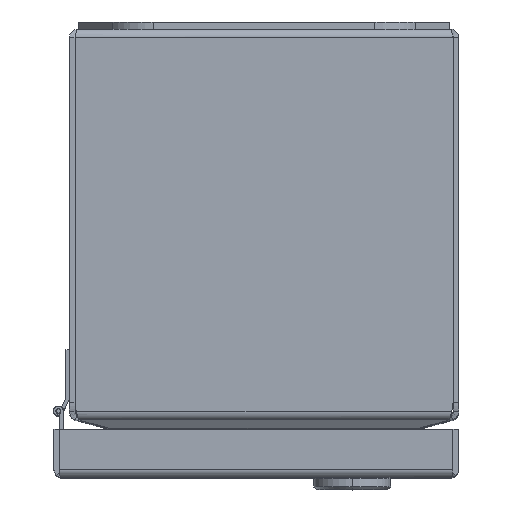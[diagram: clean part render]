
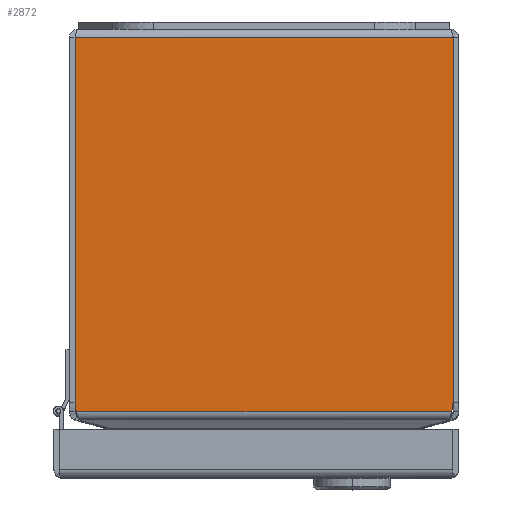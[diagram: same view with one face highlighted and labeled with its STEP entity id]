
A CAD part, top view. The second image highlights one B-rep face of the part: STEP entity #2872.
In plain terms, the highlighted planar face has unit normal (0, 0, 1).
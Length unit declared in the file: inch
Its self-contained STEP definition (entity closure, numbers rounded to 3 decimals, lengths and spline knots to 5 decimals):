
#202 = EDGE_LOOP ( 'NONE', ( #12770, #5551, #8512, #9451, #7197, #14718 ) ) ;
#904 = EDGE_CURVE ( 'NONE', #5875, #11394, #11019, .T. ) ;
#1791 = CARTESIAN_POINT ( 'NONE',  ( 1.92653, -3.93401, 2. ) ) ;
#1923 = VERTEX_POINT ( 'NONE', #5200 ) ;
#2057 = DIRECTION ( 'NONE',  ( 0., 1., 0. ) ) ;
#2717 = DIRECTION ( 'NONE',  ( 0., 0., -1. ) ) ;
#2782 = CIRCLE ( 'NONE', #14434, 0.281 ) ;
#2872 = ADVANCED_FACE ( 'NONE', ( #5704 ), #11832, .F. ) ;
#3217 = DIRECTION ( 'NONE',  ( 0., 0., -1. ) ) ;
#3260 = CARTESIAN_POINT ( 'NONE',  ( 1.66189, -3.83953, 2. ) ) ;
#3338 = DIRECTION ( 'NONE',  ( 0., -1., 0. ) ) ;
#3694 = VERTEX_POINT ( 'NONE', #9038 ) ;
#3746 = CARTESIAN_POINT ( 'NONE',  ( -1.94289, -0.086, 2. ) ) ;
#4756 = CARTESIAN_POINT ( 'NONE',  ( 13.527, -3.93401, 2. ) ) ;
#4946 = CARTESIAN_POINT ( 'NONE',  ( -1.94289, -0.086, 2. ) ) ;
#5053 = DIRECTION ( 'NONE',  ( 0., -1., 0. ) ) ;
#5200 = CARTESIAN_POINT ( 'NONE',  ( -1.92653, -3.93401, 2. ) ) ;
#5342 = AXIS2_PLACEMENT_3D ( 'NONE', #3260, #11400, #12799 ) ;
#5551 = ORIENTED_EDGE ( 'NONE', *, *, #6748, .F. ) ;
#5704 = FACE_OUTER_BOUND ( 'NONE', #202, .T. ) ;
#5875 = VERTEX_POINT ( 'NONE', #4946 ) ;
#6199 = CARTESIAN_POINT ( 'NONE',  ( -1.66189, -3.83953, 2. ) ) ;
#6748 = EDGE_CURVE ( 'NONE', #3694, #12227, #7847, .T. ) ;
#6760 = EDGE_CURVE ( 'NONE', #12227, #13967, #12046, .T. ) ;
#6946 = CARTESIAN_POINT ( 'NONE',  ( 13.527, 0., 2. ) ) ;
#7197 = ORIENTED_EDGE ( 'NONE', *, *, #7780, .F. ) ;
#7637 = CARTESIAN_POINT ( 'NONE',  ( -1.914, -0.086, 2. ) ) ;
#7680 = DIRECTION ( 'NONE',  ( 0., 1., 0. ) ) ;
#7780 = EDGE_CURVE ( 'NONE', #1923, #11394, #2782, .T. ) ;
#7847 = LINE ( 'NONE', #10315, #10812 ) ;
#8179 = CARTESIAN_POINT ( 'NONE',  ( 1.94289, -3.83953, 2. ) ) ;
#8408 = DIRECTION ( 'NONE',  ( -1., 0., 0. ) ) ;
#8464 = VECTOR ( 'NONE', #8408, 39.37008 ) ;
#8512 = ORIENTED_EDGE ( 'NONE', *, *, #13525, .F. ) ;
#8536 = AXIS2_PLACEMENT_3D ( 'NONE', #6946, #3217, #2057 ) ;
#9022 = LINE ( 'NONE', #7637, #9410 ) ;
#9038 = CARTESIAN_POINT ( 'NONE',  ( 1.94289, -0.086, 2. ) ) ;
#9272 = VECTOR ( 'NONE', #5053, 39.37008 ) ;
#9410 = VECTOR ( 'NONE', #12510, 39.37008 ) ;
#9451 = ORIENTED_EDGE ( 'NONE', *, *, #904, .T. ) ;
#10315 = CARTESIAN_POINT ( 'NONE',  ( 1.94289, -0.086, 2. ) ) ;
#10812 = VECTOR ( 'NONE', #3338, 39.37008 ) ;
#11019 = LINE ( 'NONE', #3746, #9272 ) ;
#11254 = EDGE_CURVE ( 'NONE', #13967, #1923, #14069, .T. ) ;
#11394 = VERTEX_POINT ( 'NONE', #14148 ) ;
#11400 = DIRECTION ( 'NONE',  ( 0., 0., -1. ) ) ;
#11832 = PLANE ( 'NONE',  #8536 ) ;
#12046 = CIRCLE ( 'NONE', #5342, 0.281 ) ;
#12227 = VERTEX_POINT ( 'NONE', #8179 ) ;
#12510 = DIRECTION ( 'NONE',  ( 1., 0., 0. ) ) ;
#12770 = ORIENTED_EDGE ( 'NONE', *, *, #6760, .F. ) ;
#12799 = DIRECTION ( 'NONE',  ( 0., 1., 0. ) ) ;
#13525 = EDGE_CURVE ( 'NONE', #5875, #3694, #9022, .T. ) ;
#13967 = VERTEX_POINT ( 'NONE', #1791 ) ;
#14069 = LINE ( 'NONE', #4756, #8464 ) ;
#14148 = CARTESIAN_POINT ( 'NONE',  ( -1.94289, -3.83953, 2. ) ) ;
#14434 = AXIS2_PLACEMENT_3D ( 'NONE', #6199, #2717, #7680 ) ;
#14718 = ORIENTED_EDGE ( 'NONE', *, *, #11254, .F. ) ;
